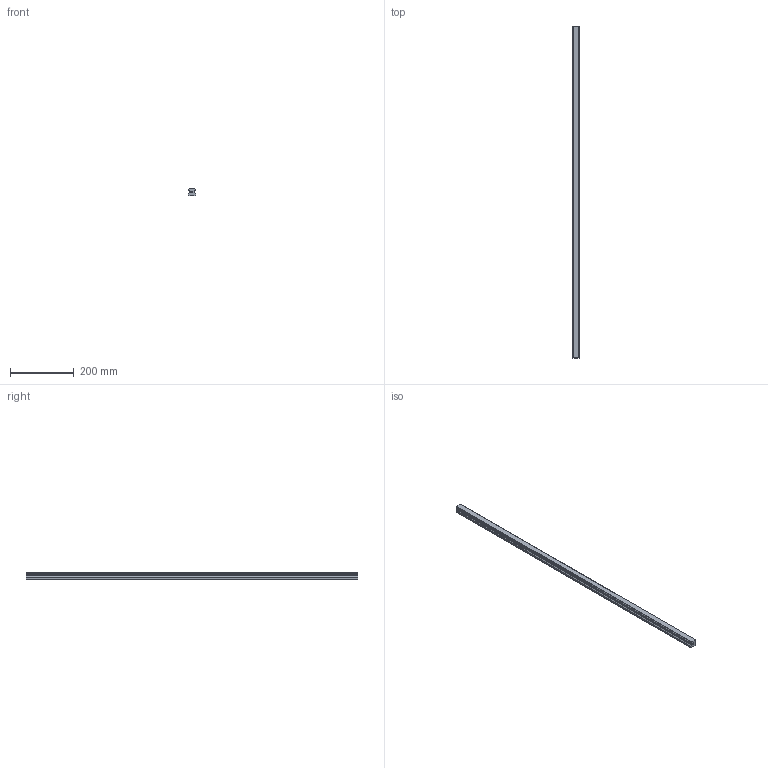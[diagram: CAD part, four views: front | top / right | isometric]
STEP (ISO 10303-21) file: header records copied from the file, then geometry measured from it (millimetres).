
FILE_DESCRIPTION(('STEP AP214'),'1');
FILE_NAME('cctmp_8FC024CE-B294-4509-9236-371A44F2AA03_2021_01_25_10_19_43_0176..stp','2021-01-25T09:19:43',('HIWIN GmbH'),('CADClick - www.CADClick.com'),'Spatial InterOp 3D',' ','unknown authorization');
FILE_SCHEMA(('AUTOMOTIVE_DESIGN'));
Length unit declared in the file: millimetre
Products named in the file (1): HGR25T1040C_FILE
Bounding box: 23 x 1040 x 22 mm (x, y, z)
Volume: 449477.4 mm3; surface area: 99430.3 mm2
Topology: 1 solids, 1 shells, 237 faces, 711 edges, 444 vertices
Faces by surface type: plane 143, cylinder 58, cone 36
Entity records: 9705 total; most frequent: DIRECTION 1411, CARTESIAN_POINT 1357, ORIENTED_EDGE 1350, EDGE_CURVE 675, AXIS2_PLACEMENT_3D 498, VERTEX_POINT 444, LINE 415, VECTOR 415
